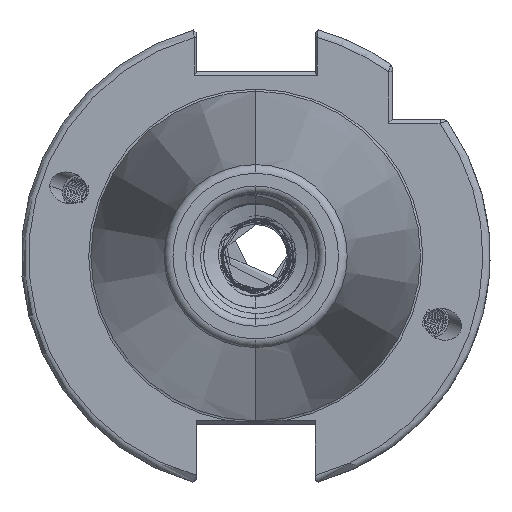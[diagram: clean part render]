
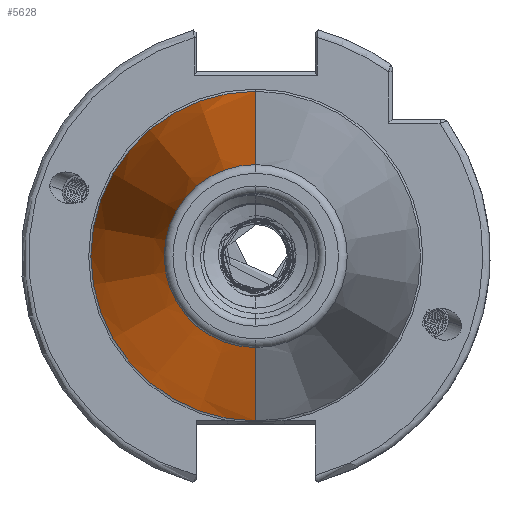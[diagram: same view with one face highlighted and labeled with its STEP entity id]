
A CAD part, left-side view. The second image highlights one B-rep face of the part: STEP entity #5628.
In plain terms, the highlighted conical face has half-angle 8.297 degrees and reference radius 22.692 mm.
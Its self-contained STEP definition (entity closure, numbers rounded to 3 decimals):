
#80 = EDGE_LOOP ( 'NONE', ( #2300, #2282, #2333, #2314 ) ) ;
#1726 = VERTEX_POINT ( 'NONE', #3940 ) ;
#1744 = VERTEX_POINT ( 'NONE', #3930 ) ;
#1764 = VERTEX_POINT ( 'NONE', #3988 ) ;
#1796 = VERTEX_POINT ( 'NONE', #3975 ) ;
#2282 = ORIENTED_EDGE ( 'NONE', *, *, #4737, .T. ) ;
#2300 = ORIENTED_EDGE ( 'NONE', *, *, #4782, .T. ) ;
#2314 = ORIENTED_EDGE ( 'NONE', *, *, #4867, .F. ) ;
#2333 = ORIENTED_EDGE ( 'NONE', *, *, #4813, .F. ) ;
#2727 = DIRECTION ( 'NONE',  ( 0.99, 0., -0.144 ) ) ;
#2731 = CARTESIAN_POINT ( 'NONE',  ( 0., 0., -22.692 ) ) ;
#2778 = CARTESIAN_POINT ( 'NONE',  ( -2.5, 0., 0. ) ) ;
#2780 = DIRECTION ( 'NONE',  ( 1., 0., 0. ) ) ;
#2791 = DIRECTION ( 'NONE',  ( 0., 0., -1. ) ) ;
#3618 = CARTESIAN_POINT ( 'NONE',  ( -70.573, 0., 0. ) ) ;
#3619 = DIRECTION ( 'NONE',  ( 1., 0., 0. ) ) ;
#3623 = DIRECTION ( 'NONE',  ( 0., 0., 1. ) ) ;
#3930 = CARTESIAN_POINT ( 'NONE',  ( -70.573, 0., 12.4 ) ) ;
#3940 = CARTESIAN_POINT ( 'NONE',  ( -2.5, 0., -22.327 ) ) ;
#3975 = CARTESIAN_POINT ( 'NONE',  ( -2.5, 0., 22.327 ) ) ;
#3988 = CARTESIAN_POINT ( 'NONE',  ( -70.573, 0., -12.4 ) ) ;
#4737 = EDGE_CURVE ( 'NONE', #1744, #1796, #7694, .T. ) ;
#4782 = EDGE_CURVE ( 'NONE', #1764, #1744, #7746, .T. ) ;
#4813 = EDGE_CURVE ( 'NONE', #1726, #1796, #7787, .T. ) ;
#4867 = EDGE_CURVE ( 'NONE', #1764, #1726, #7811, .T. ) ;
#5628 = ADVANCED_FACE ( 'NONE', ( #8247 ), #8328, .T. ) ;
#6046 = AXIS2_PLACEMENT_3D ( 'NONE', #2778, #2780, #2791 ) ;
#6050 = AXIS2_PLACEMENT_3D ( 'NONE', #3618, #3619, #3623 ) ;
#6260 = AXIS2_PLACEMENT_3D ( 'NONE', #14677, #14657, #14671 ) ;
#6861 = CARTESIAN_POINT ( 'NONE',  ( 0., 0., 22.692 ) ) ;
#6888 = DIRECTION ( 'NONE',  ( 0.99, 0., 0.144 ) ) ;
#7659 = VECTOR ( 'NONE', #6888, 1000. ) ;
#7694 = LINE ( 'NONE', #6861, #7659 ) ;
#7746 = CIRCLE ( 'NONE', #6050, 12.4 ) ;
#7787 = CIRCLE ( 'NONE', #6046, 22.327 ) ;
#7811 = LINE ( 'NONE', #2731, #7814 ) ;
#7814 = VECTOR ( 'NONE', #2727, 1000. ) ;
#8247 = FACE_OUTER_BOUND ( 'NONE', #80, .T. ) ;
#8328 = CONICAL_SURFACE ( 'NONE', #6260, 22.692, 0.145 ) ;
#14657 = DIRECTION ( 'NONE',  ( 1., 0., 0. ) ) ;
#14671 = DIRECTION ( 'NONE',  ( 0., 0., -1. ) ) ;
#14677 = CARTESIAN_POINT ( 'NONE',  ( 0., 0., 0. ) ) ;
